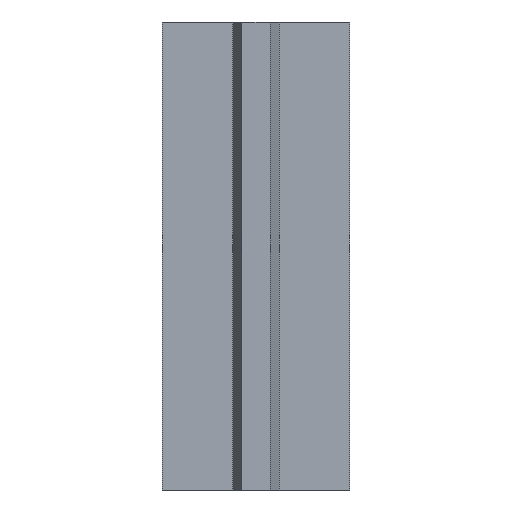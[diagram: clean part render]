
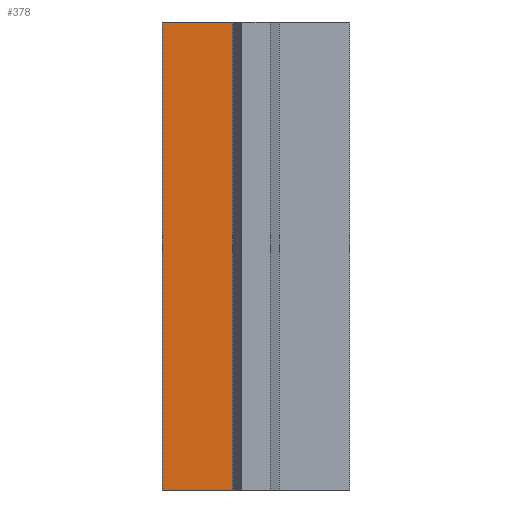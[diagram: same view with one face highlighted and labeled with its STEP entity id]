
A CAD part, front view. The second image highlights one B-rep face of the part: STEP entity #378.
In plain terms, the highlighted planar face has unit normal (0, -1, 0).
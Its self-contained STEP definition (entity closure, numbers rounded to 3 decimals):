
#19=PLANE($,#403);
#36=FACE_OUTER_BOUND($,#54,.T.);
#54=EDGE_LOOP($,(#275,#276,#277,#278));
#79=LINE($,#551,#125);
#82=LINE($,#557,#128);
#83=LINE($,#559,#129);
#84=LINE($,#560,#130);
#125=VECTOR($,#444,100.);
#128=VECTOR($,#449,15.85);
#129=VECTOR($,#450,100.);
#130=VECTOR($,#451,15.85);
#180=VERTEX_POINT($,#548);
#181=VERTEX_POINT($,#550);
#183=VERTEX_POINT($,#556);
#184=VERTEX_POINT($,#558);
#217=EDGE_CURVE($,#181,#180,#79,.T.);
#220=EDGE_CURVE($,#180,#183,#82,.T.);
#221=EDGE_CURVE($,#184,#183,#83,.T.);
#222=EDGE_CURVE($,#181,#184,#84,.T.);
#275=ORIENTED_EDGE($,*,*,#220,.T.);
#276=ORIENTED_EDGE($,*,*,#221,.F.);
#277=ORIENTED_EDGE($,*,*,#222,.F.);
#278=ORIENTED_EDGE($,*,*,#217,.T.);
#378=ADVANCED_FACE($,(#36),#19,.T.);
#403=AXIS2_PLACEMENT_3D($,#555,#447,#448);
#444=DIRECTION($,(0.,0.,1.));
#447=DIRECTION('center_axis',(0.,-1.,0.));
#448=DIRECTION('ref_axis',(0.,0.,-1.));
#449=DIRECTION($,(-1.,0.,0.));
#450=DIRECTION($,(0.,0.,1.));
#451=DIRECTION($,(-1.,0.,0.));
#548=CARTESIAN_POINT('',(-4.15,0.,100.));
#550=CARTESIAN_POINT('',(-4.15,0.,0.));
#551=CARTESIAN_POINT($,(-4.15,0.,0.));
#555=CARTESIAN_POINT('Origin',(-4.15,0.,0.));
#556=CARTESIAN_POINT('',(-20.,0.,100.));
#557=CARTESIAN_POINT($,(-2.075,0.,100.));
#558=CARTESIAN_POINT('',(-20.,0.,0.));
#559=CARTESIAN_POINT($,(-20.,0.,0.));
#560=CARTESIAN_POINT($,(-2.075,0.,0.));
